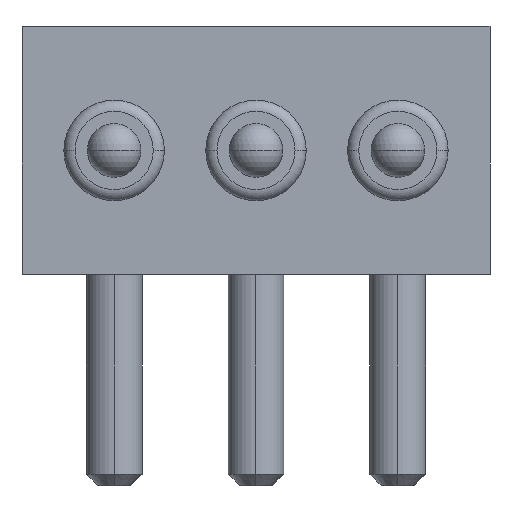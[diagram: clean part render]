
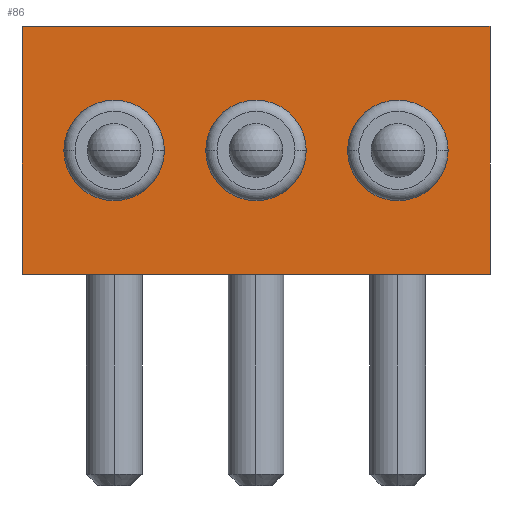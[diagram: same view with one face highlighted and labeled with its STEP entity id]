
A CAD part, front view. The second image highlights one B-rep face of the part: STEP entity #86.
In plain terms, the highlighted planar face has unit normal (0, -1, 0).
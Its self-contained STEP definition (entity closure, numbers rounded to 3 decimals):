
#19 = DIRECTION ( 'NONE',  ( 1., 0., 0. ) ) ;
#20 = DIRECTION ( 'NONE',  ( 0., -1., 0. ) ) ;
#25 = EDGE_LOOP ( 'NONE', ( #799, #1040 ) ) ;
#31 = CARTESIAN_POINT ( 'NONE',  ( 1.27, -2., 1.09 ) ) ;
#35 = AXIS2_PLACEMENT_3D ( 'NONE', #344, #20, #551 ) ;
#41 = VERTEX_POINT ( 'NONE', #954 ) ;
#43 = CARTESIAN_POINT ( 'NONE',  ( 2.095, -2., -0.02 ) ) ;
#82 = AXIS2_PLACEMENT_3D ( 'NONE', #1372, #390, #92 ) ;
#84 = EDGE_CURVE ( 'NONE', #1236, #1046, #1303, .T. ) ;
#86 = ADVANCED_FACE ( 'NONE', ( #120, #763, #231, #748 ), #1072, .T. ) ;
#92 = DIRECTION ( 'NONE',  ( 0., 0., -1. ) ) ;
#103 = DIRECTION ( 'NONE',  ( 0., 0., -1. ) ) ;
#106 = VECTOR ( 'NONE', #1056, 1000. ) ;
#120 = FACE_BOUND ( 'NONE', #25, .T. ) ;
#137 = EDGE_CURVE ( 'NONE', #732, #854, #769, .T. ) ;
#172 = AXIS2_PLACEMENT_3D ( 'NONE', #647, #977, #422 ) ;
#185 = LINE ( 'NONE', #733, #106 ) ;
#195 = CIRCLE ( 'NONE', #82, 0.45 ) ;
#208 = CARTESIAN_POINT ( 'NONE',  ( 1.27, -2., 1.09 ) ) ;
#231 = FACE_BOUND ( 'NONE', #255, .T. ) ;
#235 = ORIENTED_EDGE ( 'NONE', *, *, #1104, .T. ) ;
#255 = EDGE_LOOP ( 'NONE', ( #412, #870 ) ) ;
#269 = DIRECTION ( 'NONE',  ( 0., -1., 0. ) ) ;
#274 = CARTESIAN_POINT ( 'NONE',  ( 2.095, -2., 2.2 ) ) ;
#315 = ORIENTED_EDGE ( 'NONE', *, *, #386, .F. ) ;
#319 = DIRECTION ( 'NONE',  ( 0., -1., 0. ) ) ;
#320 = EDGE_CURVE ( 'NONE', #854, #732, #1353, .T. ) ;
#325 = DIRECTION ( 'NONE',  ( 0., -1., 0. ) ) ;
#332 = EDGE_CURVE ( 'NONE', #1236, #584, #1191, .T. ) ;
#344 = CARTESIAN_POINT ( 'NONE',  ( -2.095, -2., -0.02 ) ) ;
#366 = CARTESIAN_POINT ( 'NONE',  ( 2.095, -2., -0.02 ) ) ;
#382 = CARTESIAN_POINT ( 'NONE',  ( 0., -2., 1.54 ) ) ;
#386 = EDGE_CURVE ( 'NONE', #1369, #41, #1006, .T. ) ;
#390 = DIRECTION ( 'NONE',  ( 0., -1., 0. ) ) ;
#412 = ORIENTED_EDGE ( 'NONE', *, *, #1027, .F. ) ;
#422 = DIRECTION ( 'NONE',  ( 0., 0., -1. ) ) ;
#453 = DIRECTION ( 'NONE',  ( 0., -1., 0. ) ) ;
#494 = CARTESIAN_POINT ( 'NONE',  ( -1.27, -2., 0.64 ) ) ;
#547 = ORIENTED_EDGE ( 'NONE', *, *, #1315, .F. ) ;
#551 = DIRECTION ( 'NONE',  ( 0., 0., -1. ) ) ;
#574 = VERTEX_POINT ( 'NONE', #1129 ) ;
#584 = VERTEX_POINT ( 'NONE', #43 ) ;
#595 = ORIENTED_EDGE ( 'NONE', *, *, #875, .F. ) ;
#625 = DIRECTION ( 'NONE',  ( 0., 0., 1. ) ) ;
#640 = CARTESIAN_POINT ( 'NONE',  ( -2.095, -2., -0.02 ) ) ;
#647 = CARTESIAN_POINT ( 'NONE',  ( -1.27, -2., 1.09 ) ) ;
#655 = CARTESIAN_POINT ( 'NONE',  ( -1.27, -2., 1.09 ) ) ;
#718 = VERTEX_POINT ( 'NONE', #274 ) ;
#732 = VERTEX_POINT ( 'NONE', #494 ) ;
#733 = CARTESIAN_POINT ( 'NONE',  ( -2.095, -2., 2.2 ) ) ;
#748 = FACE_OUTER_BOUND ( 'NONE', #1116, .T. ) ;
#760 = AXIS2_PLACEMENT_3D ( 'NONE', #31, #453, #1284 ) ;
#761 = ORIENTED_EDGE ( 'NONE', *, *, #332, .T. ) ;
#763 = FACE_BOUND ( 'NONE', #841, .T. ) ;
#769 = CIRCLE ( 'NONE', #879, 0.45 ) ;
#777 = CARTESIAN_POINT ( 'NONE',  ( 1.27, -2., 1.54 ) ) ;
#780 = CIRCLE ( 'NONE', #844, 0.45 ) ;
#784 = DIRECTION ( 'NONE',  ( 0., 0., -1. ) ) ;
#799 = ORIENTED_EDGE ( 'NONE', *, *, #137, .F. ) ;
#841 = EDGE_LOOP ( 'NONE', ( #547, #315 ) ) ;
#844 = AXIS2_PLACEMENT_3D ( 'NONE', #208, #319, #1074 ) ;
#854 = VERTEX_POINT ( 'NONE', #1038 ) ;
#870 = ORIENTED_EDGE ( 'NONE', *, *, #1140, .F. ) ;
#875 = EDGE_CURVE ( 'NONE', #1046, #718, #185, .T. ) ;
#879 = AXIS2_PLACEMENT_3D ( 'NONE', #655, #325, #103 ) ;
#902 = LINE ( 'NONE', #366, #1113 ) ;
#941 = CARTESIAN_POINT ( 'NONE',  ( -2.095, -2., -0.02 ) ) ;
#954 = CARTESIAN_POINT ( 'NONE',  ( 1.27, -2., 0.64 ) ) ;
#977 = DIRECTION ( 'NONE',  ( 0., -1., 0. ) ) ;
#978 = DIRECTION ( 'NONE',  ( 0., 0., 1. ) ) ;
#992 = CARTESIAN_POINT ( 'NONE',  ( -2.095, -2., -0.02 ) ) ;
#1006 = CIRCLE ( 'NONE', #760, 0.45 ) ;
#1018 = CARTESIAN_POINT ( 'NONE',  ( 0., -2., 1.09 ) ) ;
#1027 = EDGE_CURVE ( 'NONE', #574, #1057, #1251, .T. ) ;
#1038 = CARTESIAN_POINT ( 'NONE',  ( -1.27, -2., 1.54 ) ) ;
#1040 = ORIENTED_EDGE ( 'NONE', *, *, #320, .F. ) ;
#1046 = VERTEX_POINT ( 'NONE', #1219 ) ;
#1056 = DIRECTION ( 'NONE',  ( 1., 0., 0. ) ) ;
#1057 = VERTEX_POINT ( 'NONE', #382 ) ;
#1070 = VECTOR ( 'NONE', #19, 1000. ) ;
#1072 = PLANE ( 'NONE',  #35 ) ;
#1074 = DIRECTION ( 'NONE',  ( 0., 0., -1. ) ) ;
#1104 = EDGE_CURVE ( 'NONE', #584, #718, #902, .T. ) ;
#1113 = VECTOR ( 'NONE', #625, 1000. ) ;
#1116 = EDGE_LOOP ( 'NONE', ( #595, #1323, #761, #235 ) ) ;
#1129 = CARTESIAN_POINT ( 'NONE',  ( 0., -2., 0.64 ) ) ;
#1140 = EDGE_CURVE ( 'NONE', #1057, #574, #195, .T. ) ;
#1175 = VECTOR ( 'NONE', #978, 1000. ) ;
#1186 = AXIS2_PLACEMENT_3D ( 'NONE', #1018, #269, #784 ) ;
#1191 = LINE ( 'NONE', #992, #1070 ) ;
#1219 = CARTESIAN_POINT ( 'NONE',  ( -2.095, -2., 2.2 ) ) ;
#1236 = VERTEX_POINT ( 'NONE', #941 ) ;
#1251 = CIRCLE ( 'NONE', #1186, 0.45 ) ;
#1284 = DIRECTION ( 'NONE',  ( 0., 0., -1. ) ) ;
#1303 = LINE ( 'NONE', #640, #1175 ) ;
#1315 = EDGE_CURVE ( 'NONE', #41, #1369, #780, .T. ) ;
#1323 = ORIENTED_EDGE ( 'NONE', *, *, #84, .F. ) ;
#1353 = CIRCLE ( 'NONE', #172, 0.45 ) ;
#1369 = VERTEX_POINT ( 'NONE', #777 ) ;
#1372 = CARTESIAN_POINT ( 'NONE',  ( 0., -2., 1.09 ) ) ;
